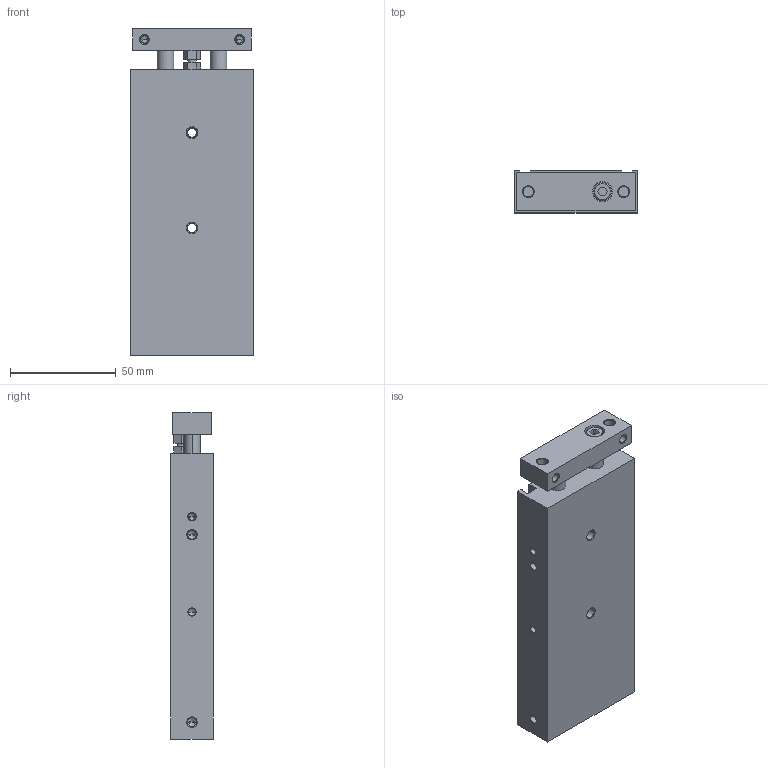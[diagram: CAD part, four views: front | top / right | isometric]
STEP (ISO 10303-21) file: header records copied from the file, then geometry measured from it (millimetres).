
FILE_DESCRIPTION (( 'STEP AP214' ), '1' );
FILE_NAME ('CXSM15-75.step.step', '2022-12-14T14:29:08', ( '' ), ( '' ), 'SwSTEP 2.0', 'SolidWorks 2022', '' );
FILE_SCHEMA (( 'AUTOMOTIVE_DESIGN' ));
Length unit declared in the file: millimetre
Products named in the file (3): CXSM15-75.step; CXSM15-75.step_pr_cxs_15-75; CXSM15-75.step_cyl_cxs_15-75
Assembly tree (2 placements, depth 2):
  CXSM15-75.step
    CXSM15-75.step_cyl_cxs_15-75
    CXSM15-75.step_pr_cxs_15-75
Bounding box: 58 x 20 x 154 mm (x, y, z)
Volume: 153291.2 mm3; surface area: 42468.4 mm2
Topology: 2 solids, 2 shells, 210 faces, 484 edges, 290 vertices
Faces by surface type: plane 76, cylinder 72, cone 62
Entity records: 6059 total; most frequent: DIRECTION 1072, CARTESIAN_POINT 965, ORIENTED_EDGE 920, EDGE_CURVE 460, AXIS2_PLACEMENT_3D 397, VERTEX_POINT 290, LINE 278, VECTOR 278
